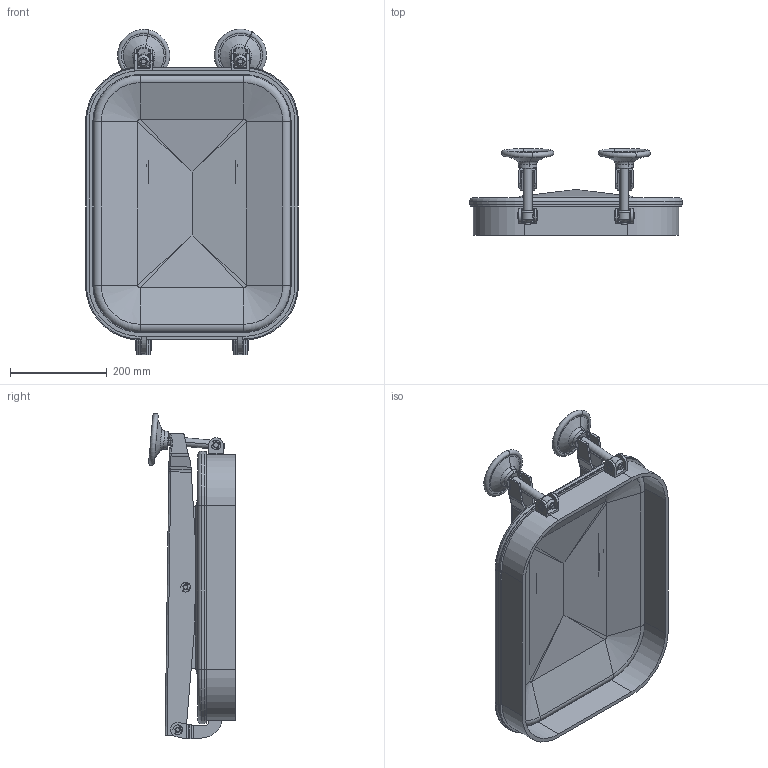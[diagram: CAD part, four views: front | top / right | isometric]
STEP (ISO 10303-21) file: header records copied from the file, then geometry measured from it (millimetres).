
FILE_DESCRIPTION (( 'STEP AP203' ), '1' );
FILE_NAME ('porte complete p23-113 .STEP', '2009-04-09T13:28:01', ( 'BE' ), ( 'BOYER SA' ), 'SwSTEP 2.0', 'SolidWorks 2008', '' );
FILE_SCHEMA (( 'CONFIG_CONTROL_DESIGN' ));
Length unit declared in the file: millimetre
Products named in the file (15): PRE 6L BR P 2 410 534 (1) _Défaut; axe 23-111_Défaut; axe 2 23-111_Défaut; anneau ext renforcé23 111_Défaut; joint 410 534 _Défaut; porte complete p23-113 ; cadre de 60 mm_Défaut; pabo 23-111_Défaut; u35x35_Défaut; goujon p23-111_Défaut; volant inox_Défaut; axe 3 23-111_Défaut; CLIP 6L PO D10 50650300002起D嶨aut; BRAC 4L BR K 113 (0730100016)_Défaut; AME 4L BR K113 (0730200017)_Défaut
Assembly tree (33 placements, depth 2):
  porte complete p23-113 
    CLIP 6L PO D10 50650300002起D嶨aut  x4
    u35x35_Défaut  x2
    axe 23-111_Défaut  x2
    axe 2 23-111_Défaut  x2
    goujon p23-111_Défaut  x2
    PRE 6L BR P 2 410 534 (1) _Défaut
    AME 4L BR K113 (0730200017)_Défaut  x2
    BRAC 4L BR K 113 (0730100016)_Défaut  x2
    pabo 23-111_Défaut  x2
    axe 3 23-111_Défaut  x2
    anneau ext renforcé23 111_Défaut  x8
    joint 410 534 _Défaut
    cadre de 60 mm_Défaut
    volant inox_Défaut  x2
Bounding box: 440.42 x 179.23 x 673.15 mm (x, y, z)
Volume: 2791282.2 mm3; surface area: 1368775.6 mm2
Topology: 33 solids, 33 shells, 901 faces, 2194 edges, 1380 vertices
Faces by surface type: cylinder 402, plane 347, torus 84, cone 52, bspline 16
Entity records: 21136 total; most frequent: CARTESIAN_POINT 8423, DIRECTION 2310, ORIENTED_EDGE 2168, EDGE_CURVE 1084, AXIS2_PLACEMENT_3D 886, VERTEX_POINT 666, VECTOR 538, LINE 538
